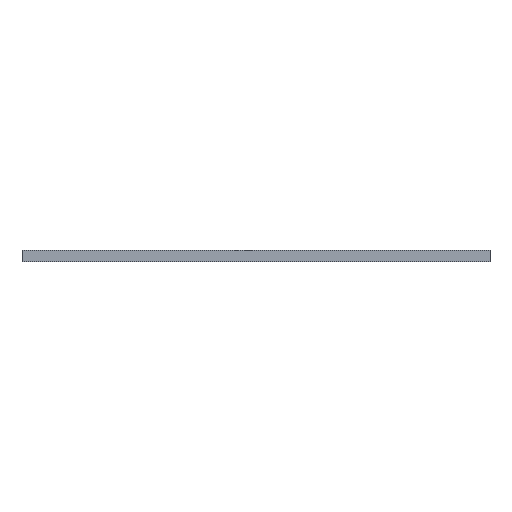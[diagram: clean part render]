
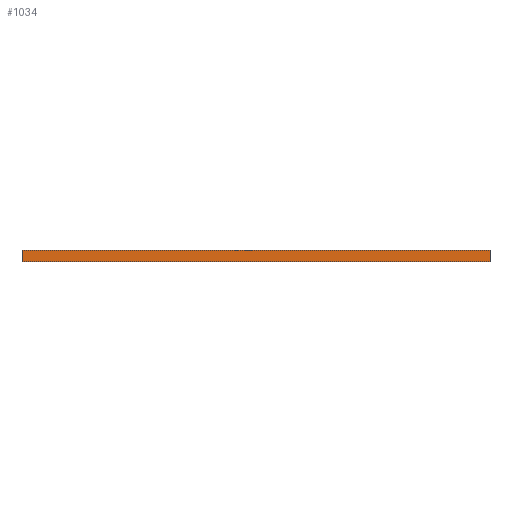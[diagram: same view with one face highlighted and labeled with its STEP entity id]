
A CAD part, front view. The second image highlights one B-rep face of the part: STEP entity #1034.
In plain terms, the highlighted planar face has unit normal (0, -1, 0).
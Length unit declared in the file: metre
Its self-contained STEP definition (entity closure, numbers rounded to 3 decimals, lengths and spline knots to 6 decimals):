
#84=ORIENTED_EDGE('',*,*,#396,.F.);
#85=ORIENTED_EDGE('',*,*,#397,.F.);
#86=ORIENTED_EDGE('',*,*,#398,.T.);
#87=ORIENTED_EDGE('',*,*,#399,.T.);
#396=EDGE_CURVE('',#552,#553,#656,.T.);
#397=EDGE_CURVE('',#554,#552,#657,.T.);
#398=EDGE_CURVE('',#554,#555,#658,.T.);
#399=EDGE_CURVE('',#555,#553,#659,.T.);
#552=VERTEX_POINT('',#1520);
#553=VERTEX_POINT('',#1521);
#554=VERTEX_POINT('',#1523);
#555=VERTEX_POINT('',#1525);
#656=LINE('',#1519,#764);
#657=LINE('',#1522,#765);
#658=LINE('',#1524,#766);
#659=LINE('',#1526,#767);
#764=VECTOR('',#1207,1.);
#765=VECTOR('',#1208,1.);
#766=VECTOR('',#1209,1.);
#767=VECTOR('',#1210,1.);
#872=EDGE_LOOP('',(#84,#85,#86,#87));
#938=FACE_BOUND('',#872,.T.);
#1004=PLANE('',#1101);
#1034=ADVANCED_FACE('',(#938),#1004,.T.);
#1101=AXIS2_PLACEMENT_3D('',#1518,#1205,#1206);
#1205=DIRECTION('',(0.,-1.,0.));
#1206=DIRECTION('',(1.,0.,0.));
#1207=DIRECTION('',(-1.,0.,0.));
#1208=DIRECTION('',(0.,0.,-1.));
#1209=DIRECTION('',(-1.,0.,0.));
#1210=DIRECTION('',(0.,0.,-1.));
#1518=CARTESIAN_POINT('',(0.,-0.0254,0.0015));
#1519=CARTESIAN_POINT('',(0.,-0.0254,0.));
#1520=CARTESIAN_POINT('',(0.03175,-0.0254,0.));
#1521=CARTESIAN_POINT('',(-0.03175,-0.0254,0.));
#1522=CARTESIAN_POINT('',(0.03175,-0.0254,0.0015));
#1523=CARTESIAN_POINT('',(0.03175,-0.0254,0.0015));
#1524=CARTESIAN_POINT('',(0.,-0.0254,0.0015));
#1525=CARTESIAN_POINT('',(-0.03175,-0.0254,0.0015));
#1526=CARTESIAN_POINT('',(-0.03175,-0.0254,0.0015));
